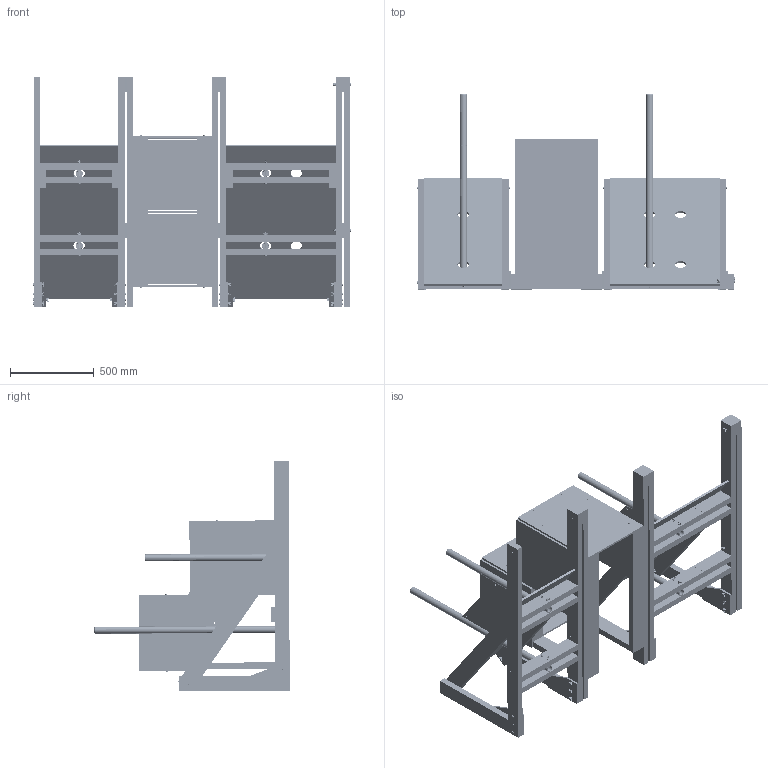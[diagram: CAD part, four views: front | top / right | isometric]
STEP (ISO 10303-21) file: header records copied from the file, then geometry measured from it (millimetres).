
FILE_DESCRIPTION (( 'STEP AP214' ), '1' );
FILE_NAME ('TE-23001.STEP', '2023-01-03T18:59:08', ( '' ), ( '' ), 'SwSTEP 2.0', 'SolidWorks 2022', '' );
FILE_SCHEMA (( 'AUTOMOTIVE_DESIGN' ));
Length unit declared in the file: inch
Products named in the file (48): TE-23031; TE-23032; TE-23024; CCF-RT-13-1; TE-23006; TE-23021; TE-23035; TE-23030; TE-23011; TE-23022; GE-23623; hex_.25_20_2; TE-23018; TE-23020; TE-23005; TE-23036; TE-23002_Right Side; TE-23037; TE-23038; TE-23027; TeeNut_.25_20_90975A025; TE-23009; TE-23019; TE-23003; hex_.25_20_2.5_partial_91247A552; TE-23039; hex_.25_20_3.5_partial; GE-23622; TE-23026; TE-23017; TE-23023; TE-23033; TE-23028; TE-23016; TE-23008; washer_flat_.25_98023A029; TE-23004; TE-23010; TE-23012; TE-23015 ...
Assembly tree (243 placements, depth 4):
  TE-23001
    TE-23002_Right Side
      TE-23006  x2
      TE-23005
      TE-23007
      TE-23030
        TE-23008  x2
        TE-23009  x4
      TE-23033
        TE-23011
        TE-23012
      TE-23032
        TE-23011
        TE-23012
      TE-23021
        GE-23622  x2
        GE-23623
      hex_.25_20_3.5_partial  x2
      hex_.25_20_5.5_partial_hex.25_20_5.5  x4
      hex_.25_20_2.5_partial_91247A552  x6
      wing_.25_20_90866A029  x14
      washer_flat_.25_98023A029  x28
      TE-23037
        TE-23017
        CCF-RT-13-1
        tape_VISIONTARGET  x2
      TE-23036
        TE-23016
        CCF-RT-13-1
        tape_VISIONTARGET  x2
      hex_.25_20_4_partial  x2
    TE-23003
      TE-23007
      TE-23035
        GE-23622  x2
        TE-23015
      TE-23031
        TE-23008  x2
        TE-23010  x4
      TE-23033
        TE-23011
        TE-23012
      TE-23032
        TE-23011
        TE-23012
      hex_.25_20_3.5_partial  x2
      wing_.25_20_90866A029  x12
      hex_.25_20_2.5_partial_91247A552  x6
      hex_.25_20_5.5_partial_hex.25_20_5.5  x4
      washer_flat_.25_98023A029  x24
      TE-23036
        TE-23016
        CCF-RT-13-1
        tape_VISIONTARGET  x2
      TE-23037
        TE-23017
        CCF-RT-13-1
        tape_VISIONTARGET  x2
    TE-23004
      TE-23039
Bounding box: 1908.27 x 1169.62 x 1380.37 mm (x, y, z)
Volume: 135748503.1 mm3; surface area: 15857371.5 mm2
Topology: 238 solids, 238 shells, 6112 faces, 14788 edges, 9344 vertices
Faces by surface type: cylinder 2464, plane 2176, torus 700, cone 688, bspline 84
Entity records: 28081 total; most frequent: CARTESIAN_POINT 9038, DIRECTION 3714, ORIENTED_EDGE 3236, EDGE_CURVE 1618, AXIS2_PLACEMENT_3D 1457, VERTEX_POINT 1046, LINE 800, VECTOR 800
